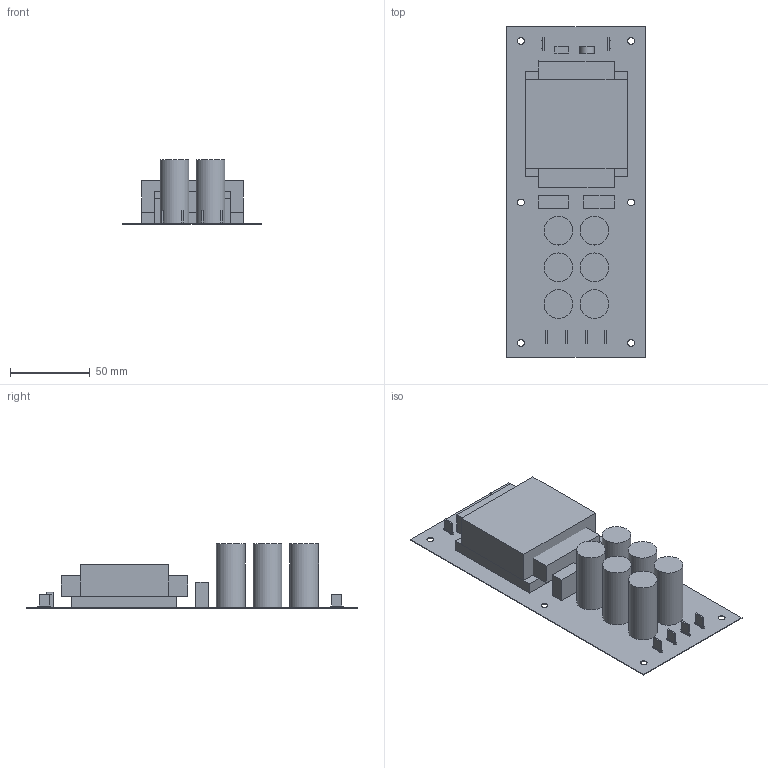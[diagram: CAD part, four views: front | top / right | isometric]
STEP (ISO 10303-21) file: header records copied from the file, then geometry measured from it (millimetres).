
FILE_DESCRIPTION(('Open CASCADE Model'),'2;1');
FILE_NAME('Open CASCADE Shape Model','2024-12-23T14:28:49',('Author'),( 'Open CASCADE'),'Open CASCADE STEP processor 6.8','Open CASCADE 6.8' ,'Unknown');
FILE_SCHEMA(('AUTOMOTIVE_DESIGN { 1 0 10303 214 1 1 1 1 }'));
Length unit declared in the file: millimetre
Products named in the file (1): PCB
Bounding box: 87 x 207 x 40.41 mm (x, y, z)
Volume: 222635.4 mm3; surface area: 89168.8 mm2
Topology: 28 solids, 28 shells, 192 faces, 408 edges, 272 vertices
Faces by surface type: plane 133, cylinder 59
Full cylindrical faces by diameter (mm): 0.6 x2, 0.9 x2, 1.2 x12, 1.4 x10, 1.6 x12, 3 x8, 4.2 x6, 9 x1, 18 x6
Entity records: 5530 total; most frequent: DIRECTION 912, CARTESIAN_POINT 873, ORIENTED_EDGE 816, EDGE_CURVE 408, AXIS2_PLACEMENT_3D 311, FACE_BOUND 292, EDGE_LOOP 292, LINE 290
